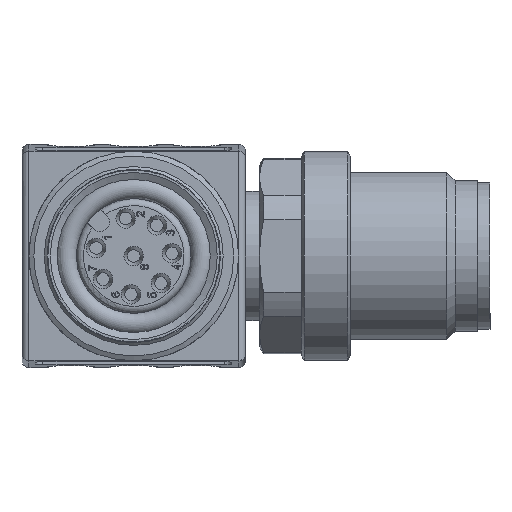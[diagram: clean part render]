
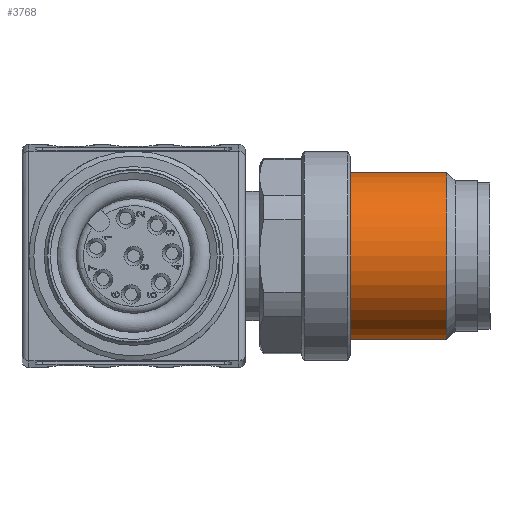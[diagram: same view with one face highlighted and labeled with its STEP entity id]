
A CAD part, left-side view. The second image highlights one B-rep face of the part: STEP entity #3768.
In plain terms, the highlighted cylindrical face has radius 6 mm (diameter 12 mm), a full revolution.
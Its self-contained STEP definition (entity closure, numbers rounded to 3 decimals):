
#3768=ADVANCED_FACE('',(#4271,#4272),#4081,.T.);
#4081=CYLINDRICAL_SURFACE('',#11898,6.);
#4271=FACE_BOUND('',#4955,.T.);
#4272=FACE_BOUND('',#4956,.T.);
#4955=EDGE_LOOP('',(#7507));
#4956=EDGE_LOOP('',(#7508));
#7507=ORIENTED_EDGE('',*,*,#10449,.F.);
#7508=ORIENTED_EDGE('',*,*,#10448,.T.);
#9017=VERTEX_POINT('',#20016);
#9018=VERTEX_POINT('',#20019);
#10448=EDGE_CURVE('',#9017,#9017,#11144,.T.);
#10449=EDGE_CURVE('',#9018,#9018,#11145,.T.);
#11144=CIRCLE('',#11895,6.);
#11145=CIRCLE('',#11897,6.);
#11895=AXIS2_PLACEMENT_3D('',#20015,#13983,#13984);
#11897=AXIS2_PLACEMENT_3D('',#20018,#13987,#13988);
#11898=AXIS2_PLACEMENT_3D('',#20020,#13989,#13990);
#13983=DIRECTION('',(0.,-1.,0.));
#13984=DIRECTION('',(0.5,0.,-0.866));
#13987=DIRECTION('',(0.,-1.,0.));
#13988=DIRECTION('',(0.5,0.,-0.866));
#13989=DIRECTION('',(0.,-1.,0.));
#13990=DIRECTION('',(-0.5,0.,0.866));
#20015=CARTESIAN_POINT('',(177.101,-15.5,0.));
#20016=CARTESIAN_POINT('',(180.101,-15.5,-5.196));
#20018=CARTESIAN_POINT('',(177.101,-22.4,0.));
#20019=CARTESIAN_POINT('',(180.101,-22.4,-5.196));
#20020=CARTESIAN_POINT('',(177.101,-24.5,0.));
